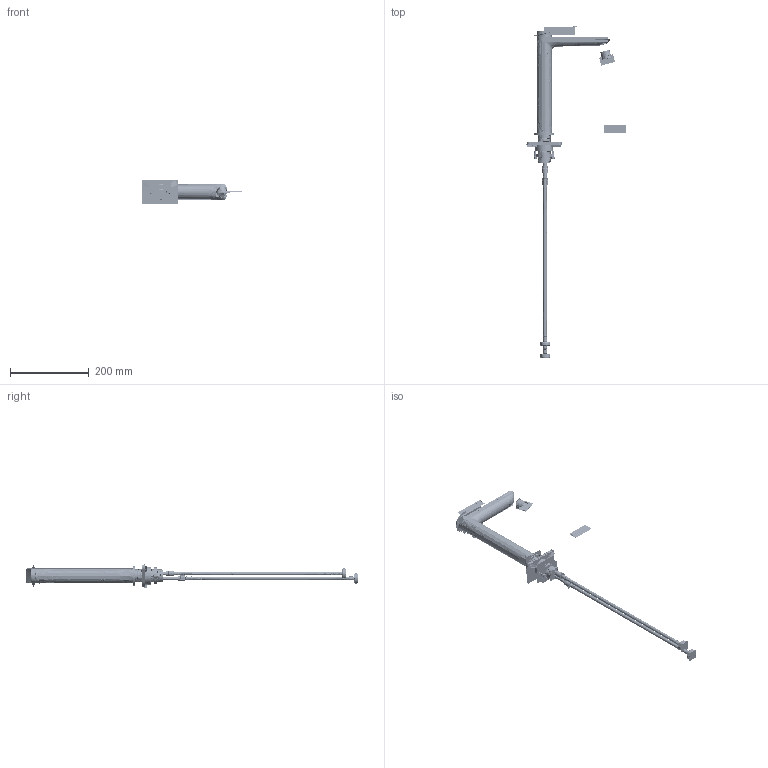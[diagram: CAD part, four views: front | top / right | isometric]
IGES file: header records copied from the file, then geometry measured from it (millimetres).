
Start section:  PTC IGES file: GRE112.igs
Global section: file name: GRE112.igs; native system: Creo Parametric by PTC Inc.; preprocessor: 2018420; author: chn; organization: Unknown; date: 20201201.164738; units: millimetre
Bounding box: 254.8 x 842.85 x 60.49 mm (x, y, z)
Surface area: 9837313.8 mm2 (no closed solid volume)
Topology: 0 solids, 0 shells, 14526 faces, 126946 edges, 187435 vertices
Faces by surface type: bspline 14526
